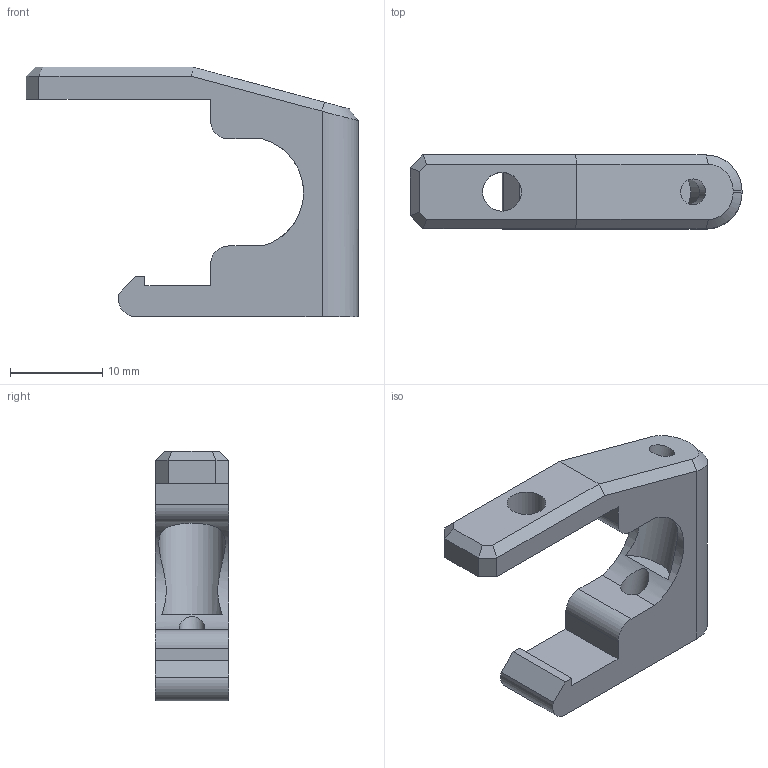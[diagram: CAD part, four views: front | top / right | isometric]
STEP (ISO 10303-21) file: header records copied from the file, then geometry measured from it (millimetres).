
FILE_DESCRIPTION(('FreeCAD Model'),'2;1');
FILE_NAME('Open CASCADE Shape Model','2021-12-21T20:53:53',('Author'),( ''),'Open CASCADE STEP processor 7.5','FreeCAD','Unknown');
FILE_SCHEMA(('AUTOMOTIVE_DESIGN { 1 0 10303 214 1 1 1 1 }'));
Length unit declared in the file: millimetre
Products named in the file (1): board.holder
Bounding box: 36 x 8 x 27.1 mm (x, y, z)
Volume: 2578.4 mm3; surface area: 2088 mm2
Topology: 1 solids, 1 shells, 40 faces, 106 edges, 68 vertices
Faces by surface type: plane 28, cylinder 10, bspline 2
Full cylindrical faces by diameter (mm): 2.8 x2, 4.2 x1, 7.2 x1
Entity records: 3334 total; most frequent: CARTESIAN_POINT 1203, DIRECTION 380, LINE 248, VECTOR 248, ORIENTED_EDGE 212, PCURVE 212, DEFINITIONAL_REPRESENTATION 212, EDGE_CURVE 106
